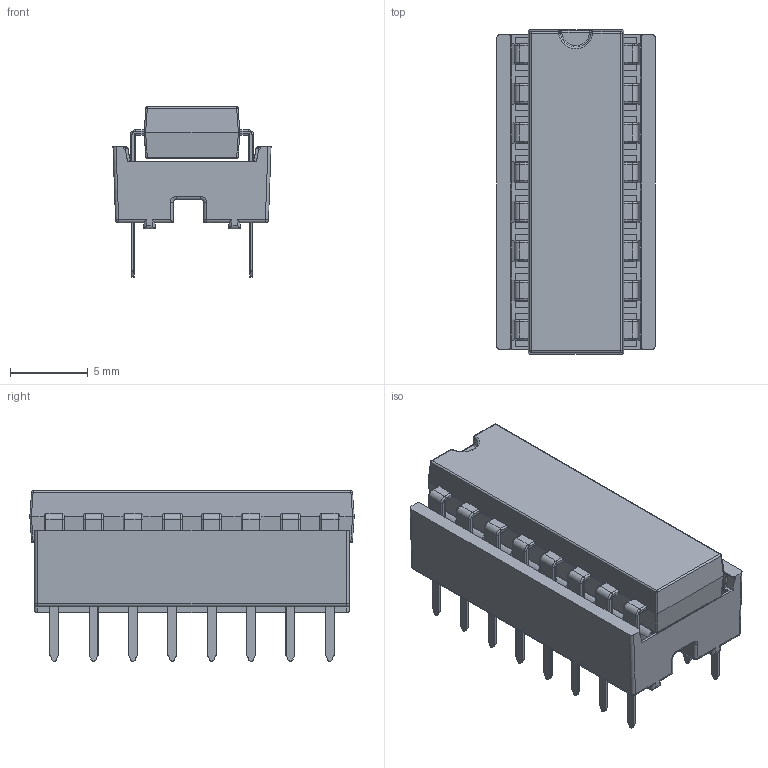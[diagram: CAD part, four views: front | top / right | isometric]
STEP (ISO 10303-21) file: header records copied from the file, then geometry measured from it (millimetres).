
FILE_DESCRIPTION(/* description */ (''),/* implementation_level */ '2;1');
FILE_NAME(/* name */ 'DIP-16 W7.62mm IC with Socket.stp',/* time_stamp */ '2019-09-26T15:07:58+02:00',/* author */ ('PCB-Tech'),/* organization */ (''),/* preprocessor_version */ 'ST-DEVELOPER v17.2',/* originating_system */ 'Autodesk Inventor 2019',/* authorisation */ '');
FILE_SCHEMA (('AUTOMOTIVE_DESIGN { 1 0 10303 214 3 1 1 }'));
Length unit declared in the file: millimetre
Products named in the file (6): DIP-16 W7.62mm IC with Socket; Stamped Dual Wipe Contact for DIP Sockets; Body DIP-16 P7.62mm Socket; DIP-16 W7.62mm Package; DIP-16 W7.62; IC Beinchen
Assembly tree (35 placements, depth 3):
  DIP-16 W7.62mm IC with Socket
    Stamped Dual Wipe Contact for DIP Sockets  x16
    Body DIP-16 P7.62mm Socket
    DIP-16 W7.62mm Package
      IC Beinchen  x16
      DIP-16 W7.62
Bounding box: 10.2 x 20.92 x 11.01 mm (x, y, z)
Volume: 975.2 mm3; surface area: 2632.1 mm2
Topology: 34 solids, 34 shells, 6268 faces, 15222 edges, 9131 vertices
Faces by surface type: plane 1965, cylinder 1825, bspline 1434, torus 805, sphere 239
Entity records: 34366 total; most frequent: CARTESIAN_POINT 12460, ORIENTED_EDGE 4662, DIRECTION 4315, EDGE_CURVE 2331, LINE 1603, VECTOR 1603, VERTEX_POINT 1465, AXIS2_PLACEMENT_3D 1356
